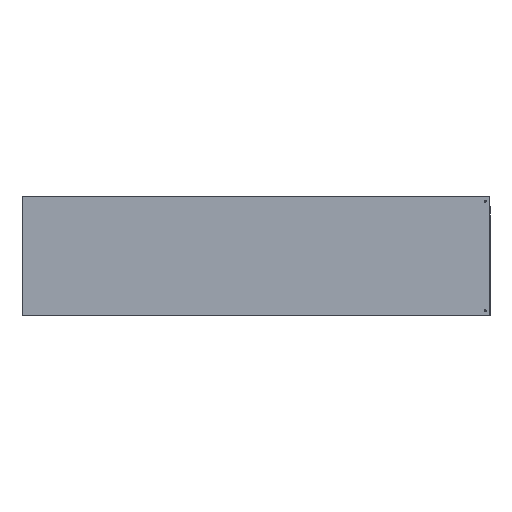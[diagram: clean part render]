
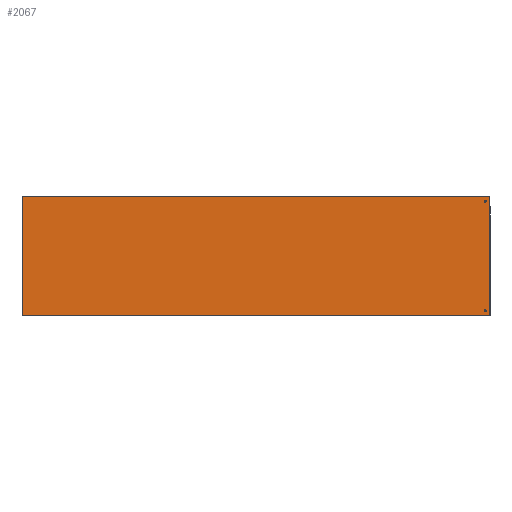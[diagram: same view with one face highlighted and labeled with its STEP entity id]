
A CAD part, top view. The second image highlights one B-rep face of the part: STEP entity #2067.
In plain terms, the highlighted planar face has unit normal (0, 0, 1).
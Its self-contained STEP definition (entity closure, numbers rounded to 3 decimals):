
#4 = FACE_OUTER_BOUND ( 'NONE', #551, .T. ) ;
#42 = FACE_BOUND ( 'NONE', #399, .T. ) ;
#175 = CIRCLE ( 'NONE', #1948, 4. ) ;
#176 = LINE ( 'NONE', #1333, #234 ) ;
#221 = CIRCLE ( 'NONE', #1947, 4. ) ;
#234 = VECTOR ( 'NONE', #1337, 1000. ) ;
#235 = LINE ( 'NONE', #1331, #264 ) ;
#264 = VECTOR ( 'NONE', #1335, 1000. ) ;
#266 = VECTOR ( 'NONE', #1307, 1000. ) ;
#284 = LINE ( 'NONE', #1289, #266 ) ;
#300 = VECTOR ( 'NONE', #1305, 1000. ) ;
#330 = LINE ( 'NONE', #1304, #300 ) ;
#399 = EDGE_LOOP ( 'NONE', ( #734, #762 ) ) ;
#435 = EDGE_LOOP ( 'NONE', ( #757, #731 ) ) ;
#551 = EDGE_LOOP ( 'NONE', ( #760, #718, #2857, #2811 ) ) ;
#718 = ORIENTED_EDGE ( 'NONE', *, *, #1751, .F. ) ;
#731 = ORIENTED_EDGE ( 'NONE', *, *, #1722, .T. ) ;
#734 = ORIENTED_EDGE ( 'NONE', *, *, #1767, .T. ) ;
#757 = ORIENTED_EDGE ( 'NONE', *, *, #1766, .T. ) ;
#760 = ORIENTED_EDGE ( 'NONE', *, *, #1765, .F. ) ;
#762 = ORIENTED_EDGE ( 'NONE', *, *, #1720, .T. ) ;
#789 = VERTEX_POINT ( 'NONE', #941 ) ;
#790 = VERTEX_POINT ( 'NONE', #942 ) ;
#792 = VERTEX_POINT ( 'NONE', #944 ) ;
#793 = VERTEX_POINT ( 'NONE', #945 ) ;
#880 = VERTEX_POINT ( 'NONE', #1032 ) ;
#881 = VERTEX_POINT ( 'NONE', #1033 ) ;
#882 = VERTEX_POINT ( 'NONE', #1034 ) ;
#883 = VERTEX_POINT ( 'NONE', #1035 ) ;
#941 = CARTESIAN_POINT ( 'NONE',  ( 925., 222., 1.5 ) ) ;
#942 = CARTESIAN_POINT ( 'NONE',  ( 933., 222., 1.5 ) ) ;
#944 = CARTESIAN_POINT ( 'NONE',  ( 925., -222., 1.5 ) ) ;
#945 = CARTESIAN_POINT ( 'NONE',  ( 933., -222., 1.5 ) ) ;
#1032 = CARTESIAN_POINT ( 'NONE',  ( 946.9, -239.99, 1.5 ) ) ;
#1033 = CARTESIAN_POINT ( 'NONE',  ( -946.9, -239.99, 1.5 ) ) ;
#1034 = CARTESIAN_POINT ( 'NONE',  ( 946.9, 239.99, 1.5 ) ) ;
#1035 = CARTESIAN_POINT ( 'NONE',  ( -946.9, 239.99, 1.5 ) ) ;
#1227 = CARTESIAN_POINT ( 'NONE',  ( 929., 222., 1.5 ) ) ;
#1228 = DIRECTION ( 'NONE',  ( 0., 0., -1. ) ) ;
#1229 = DIRECTION ( 'NONE',  ( 1., 0., 0. ) ) ;
#1231 = CARTESIAN_POINT ( 'NONE',  ( 929., -222., 1.5 ) ) ;
#1232 = DIRECTION ( 'NONE',  ( 0., 0., -1. ) ) ;
#1233 = DIRECTION ( 'NONE',  ( 1., 0., 0. ) ) ;
#1289 = CARTESIAN_POINT ( 'NONE',  ( -947., 239.99, 1.5 ) ) ;
#1304 = CARTESIAN_POINT ( 'NONE',  ( 946.9, 239.99, 1.5 ) ) ;
#1305 = DIRECTION ( 'NONE',  ( 0., -1., 0. ) ) ;
#1307 = DIRECTION ( 'NONE',  ( 1., 0., 0. ) ) ;
#1331 = CARTESIAN_POINT ( 'NONE',  ( -946.9, -239.99, 1.5 ) ) ;
#1333 = CARTESIAN_POINT ( 'NONE',  ( 947., -239.99, 1.5 ) ) ;
#1334 = CARTESIAN_POINT ( 'NONE',  ( 929., 222., 1.5 ) ) ;
#1335 = DIRECTION ( 'NONE',  ( 0., 1., 0. ) ) ;
#1336 = CARTESIAN_POINT ( 'NONE',  ( 929., -222., 1.5 ) ) ;
#1337 = DIRECTION ( 'NONE',  ( -1., 0., 0. ) ) ;
#1339 = DIRECTION ( 'NONE',  ( 0., 0., -1. ) ) ;
#1340 = DIRECTION ( 'NONE',  ( 1., 0., 0. ) ) ;
#1341 = DIRECTION ( 'NONE',  ( 0., 0., -1. ) ) ;
#1342 = DIRECTION ( 'NONE',  ( 1., 0., 0. ) ) ;
#1720 = EDGE_CURVE ( 'NONE', #790, #789, #2884, .T. ) ;
#1722 = EDGE_CURVE ( 'NONE', #793, #792, #2803, .T. ) ;
#1751 = EDGE_CURVE ( 'NONE', #882, #880, #330, .T. ) ;
#1752 = EDGE_CURVE ( 'NONE', #883, #882, #284, .T. ) ;
#1764 = EDGE_CURVE ( 'NONE', #881, #883, #235, .T. ) ;
#1765 = EDGE_CURVE ( 'NONE', #880, #881, #176, .T. ) ;
#1766 = EDGE_CURVE ( 'NONE', #792, #793, #221, .T. ) ;
#1767 = EDGE_CURVE ( 'NONE', #789, #790, #175, .T. ) ;
#1926 = AXIS2_PLACEMENT_3D ( 'NONE', #1231, #1232, #1233 ) ;
#1929 = AXIS2_PLACEMENT_3D ( 'NONE', #1227, #1228, #1229 ) ;
#1947 = AXIS2_PLACEMENT_3D ( 'NONE', #1336, #1339, #1340 ) ;
#1948 = AXIS2_PLACEMENT_3D ( 'NONE', #1334, #1341, #1342 ) ;
#1991 = AXIS2_PLACEMENT_3D ( 'NONE', #2185, #2191, #2192 ) ;
#2067 = ADVANCED_FACE ( 'NONE', ( #2165, #42, #4 ), #2190, .T. ) ;
#2165 = FACE_BOUND ( 'NONE', #435, .T. ) ;
#2185 = CARTESIAN_POINT ( 'NONE',  ( -947., -240., 1.5 ) ) ;
#2190 = PLANE ( 'NONE',  #1991 ) ;
#2191 = DIRECTION ( 'NONE',  ( 0., 0., 1. ) ) ;
#2192 = DIRECTION ( 'NONE',  ( 1., 0., 0. ) ) ;
#2803 = CIRCLE ( 'NONE', #1926, 4. ) ;
#2811 = ORIENTED_EDGE ( 'NONE', *, *, #1764, .F. ) ;
#2857 = ORIENTED_EDGE ( 'NONE', *, *, #1752, .F. ) ;
#2884 = CIRCLE ( 'NONE', #1929, 4. ) ;
